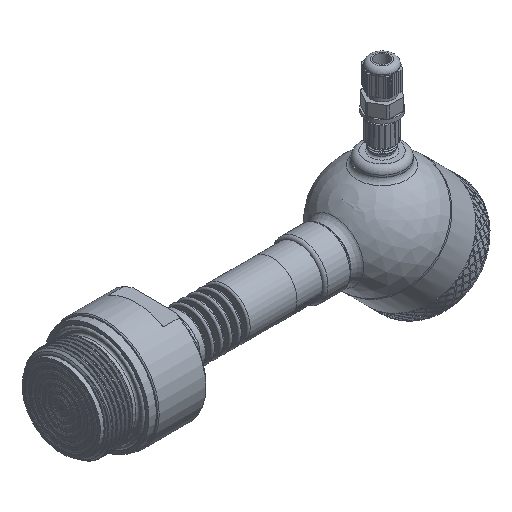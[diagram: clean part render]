
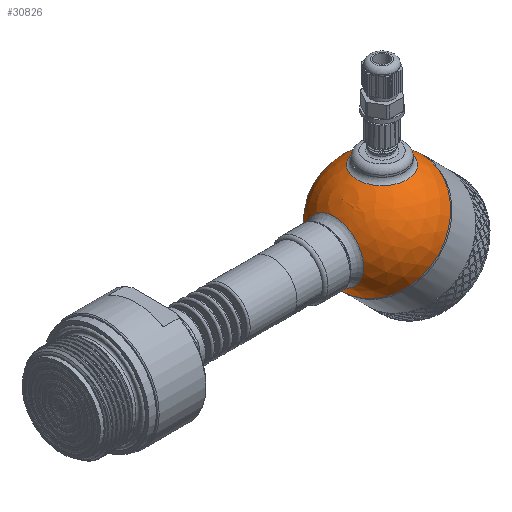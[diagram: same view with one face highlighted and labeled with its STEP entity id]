
A CAD part, isometric view. The second image highlights one B-rep face of the part: STEP entity #30826.
In plain terms, the highlighted spherical face has radius 30 mm.
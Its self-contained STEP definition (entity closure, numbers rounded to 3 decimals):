
#43=SPHERICAL_SURFACE('',#32141,30.);
#475=FACE_BOUND('',#10505,.T.);
#476=FACE_BOUND('',#10506,.T.);
#8414=FACE_OUTER_BOUND('',#10504,.T.);
#10504=EDGE_LOOP('',(#26738,#26739,#26740,#26741));
#10505=EDGE_LOOP('',(#26742));
#10506=EDGE_LOOP('',(#26743));
#11288=CIRCLE('',#32138,15.643);
#11291=CIRCLE('',#32142,30.);
#11292=CIRCLE('',#32143,30.);
#11293=CIRCLE('',#32144,30.);
#11294=CIRCLE('',#32145,13.5);
#14098=VERTEX_POINT('',#67475);
#14100=VERTEX_POINT('',#67481);
#14101=VERTEX_POINT('',#67482);
#14102=VERTEX_POINT('',#67484);
#14103=VERTEX_POINT('',#67487);
#18432=EDGE_CURVE('',#14098,#14098,#11288,.T.);
#18435=EDGE_CURVE('',#14100,#14101,#11291,.T.);
#18436=EDGE_CURVE('',#14100,#14102,#11292,.T.);
#18437=EDGE_CURVE('',#14101,#14100,#11293,.T.);
#18438=EDGE_CURVE('',#14103,#14103,#11294,.T.);
#26738=ORIENTED_EDGE('',*,*,#18435,.F.);
#26739=ORIENTED_EDGE('',*,*,#18436,.T.);
#26740=ORIENTED_EDGE('',*,*,#18436,.F.);
#26741=ORIENTED_EDGE('',*,*,#18437,.F.);
#26742=ORIENTED_EDGE('',*,*,#18432,.F.);
#26743=ORIENTED_EDGE('',*,*,#18438,.F.);
#30826=ADVANCED_FACE('',(#8414,#475,#476),#43,.T.);
#32138=AXIS2_PLACEMENT_3D('',#67476,#35244,#35245);
#32141=AXIS2_PLACEMENT_3D('',#67480,#35250,#35251);
#32142=AXIS2_PLACEMENT_3D('',#67483,#35252,#35253);
#32143=AXIS2_PLACEMENT_3D('',#67485,#35254,#35255);
#32144=AXIS2_PLACEMENT_3D('',#67486,#35256,#35257);
#32145=AXIS2_PLACEMENT_3D('',#67488,#35258,#35259);
#35244=DIRECTION('center_axis',(-0.707,0.,0.707));
#35245=DIRECTION('ref_axis',(0.707,0.,0.707));
#35250=DIRECTION('center_axis',(1.,0.,0.));
#35251=DIRECTION('ref_axis',(0.,-1.,0.));
#35252=DIRECTION('center_axis',(1.,0.,0.));
#35253=DIRECTION('ref_axis',(0.,1.,0.));
#35254=DIRECTION('center_axis',(0.,0.,1.));
#35255=DIRECTION('ref_axis',(0.,1.,0.));
#35256=DIRECTION('center_axis',(1.,0.,0.));
#35257=DIRECTION('ref_axis',(0.,1.,0.));
#35258=DIRECTION('center_axis',(-0.707,0.,-0.707));
#35259=DIRECTION('ref_axis',(-0.707,0.,0.707));
#67475=CARTESIAN_POINT('',(-29.162,0.,7.04));
#67476=CARTESIAN_POINT('Origin',(-18.101,0.,18.101));
#67480=CARTESIAN_POINT('Origin',(0.,0.,0.));
#67481=CARTESIAN_POINT('',(0.,30.,0.));
#67482=CARTESIAN_POINT('',(0.,-30.,0.));
#67483=CARTESIAN_POINT('Origin',(0.,0.,0.));
#67484=CARTESIAN_POINT('',(-30.,0.,0.));
#67485=CARTESIAN_POINT('Origin',(0.,0.,0.));
#67486=CARTESIAN_POINT('Origin',(0.,0.,0.));
#67487=CARTESIAN_POINT('',(-9.398,0.,-28.49));
#67488=CARTESIAN_POINT('Origin',(-18.944,0.,-18.944));
